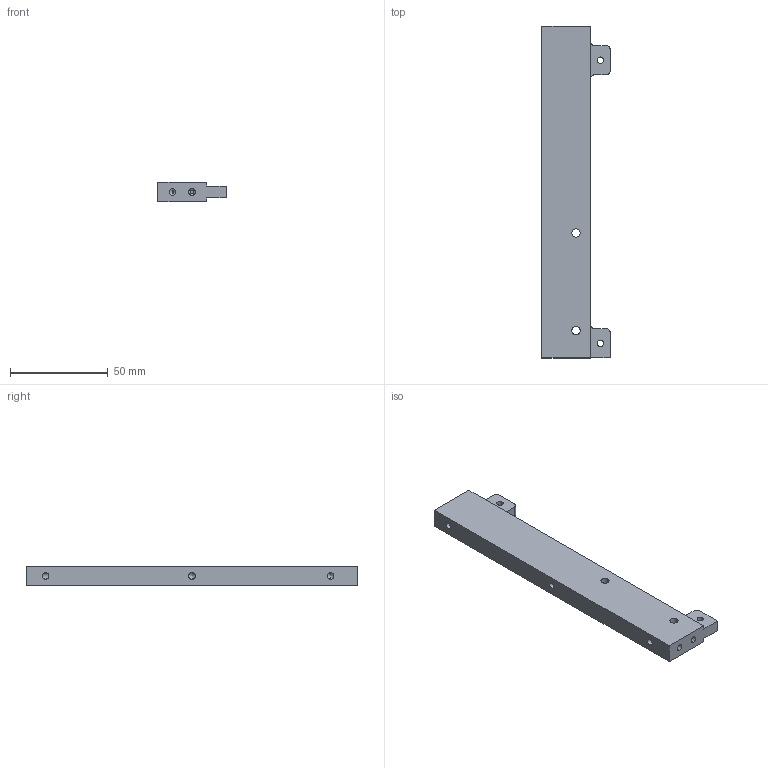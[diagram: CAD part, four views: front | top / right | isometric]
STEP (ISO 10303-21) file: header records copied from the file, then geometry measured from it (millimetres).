
FILE_DESCRIPTION (( 'STEP AP203' ), '1' );
FILE_NAME ('ROV-USI-001A-RENFORT LEVAGE.STEP', '2024-05-23T07:39:35', ( '' ), ( '' ), 'SwSTEP 2.0', 'SolidWorks 2016', '' );
FILE_SCHEMA (( 'CONFIG_CONTROL_DESIGN' ));
Length unit declared in the file: millimetre
Products named in the file (1): ROV-USI-001A-RENFORT LEVAGE
Bounding box: 35 x 170 x 10 mm (x, y, z)
Volume: 43321.3 mm3; surface area: 14201.3 mm2
Topology: 1 solids, 1 shells, 63 faces, 161 edges, 96 vertices
Faces by surface type: cylinder 33, cone 15, plane 15
Entity records: 1994 total; most frequent: CARTESIAN_POINT 398, DIRECTION 324, ORIENTED_EDGE 306, EDGE_CURVE 153, AXIS2_PLACEMENT_3D 122, VERTEX_POINT 96, EDGE_LOOP 81, VECTOR 80
